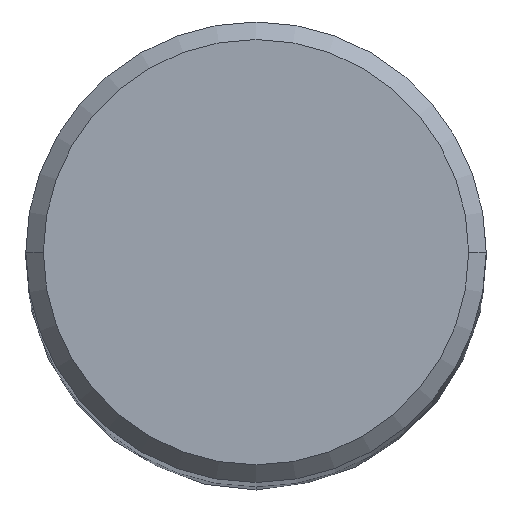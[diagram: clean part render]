
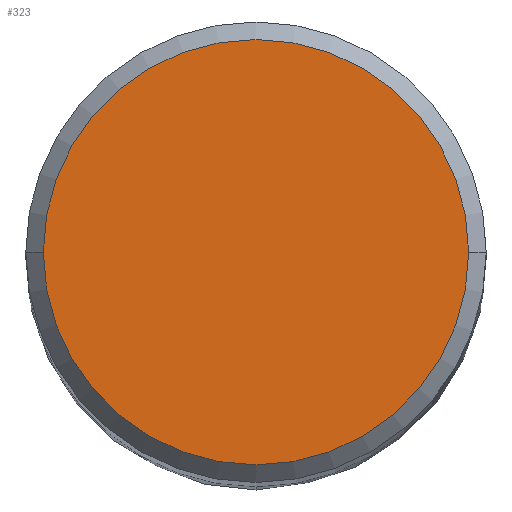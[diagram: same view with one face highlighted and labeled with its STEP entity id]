
A CAD part, top view. The second image highlights one B-rep face of the part: STEP entity #323.
In plain terms, the highlighted planar face has unit normal (0, 0, 1).
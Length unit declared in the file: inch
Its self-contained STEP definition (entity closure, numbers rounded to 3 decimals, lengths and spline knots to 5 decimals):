
#11 = CARTESIAN_POINT ( 'NONE',  ( 0.18185, 0., 3.93701 ) ) ;
#29 = CIRCLE ( 'NONE', #60, 0.18185 ) ;
#30 = CARTESIAN_POINT ( 'NONE',  ( 0., 0., 3.93701 ) ) ;
#53 = CIRCLE ( 'NONE', #78, 0.18185 ) ;
#60 = AXIS2_PLACEMENT_3D ( 'NONE', #291, #86, #215 ) ;
#62 = DIRECTION ( 'NONE',  ( 0., 0., 1. ) ) ;
#78 = AXIS2_PLACEMENT_3D ( 'NONE', #248, #189, #268 ) ;
#86 = DIRECTION ( 'NONE',  ( 0., 0., 1. ) ) ;
#87 = PLANE ( 'NONE',  #116 ) ;
#94 = EDGE_CURVE ( 'NONE', #305, #173, #29, .T. ) ;
#116 = AXIS2_PLACEMENT_3D ( 'NONE', #30, #62, #166 ) ;
#117 = EDGE_LOOP ( 'NONE', ( #211, #329 ) ) ;
#120 = FACE_OUTER_BOUND ( 'NONE', #117, .T. ) ;
#134 = EDGE_CURVE ( 'NONE', #173, #305, #53, .T. ) ;
#166 = DIRECTION ( 'NONE',  ( 1., 0., 0. ) ) ;
#173 = VERTEX_POINT ( 'NONE', #290 ) ;
#189 = DIRECTION ( 'NONE',  ( 0., 0., 1. ) ) ;
#211 = ORIENTED_EDGE ( 'NONE', *, *, #134, .T. ) ;
#215 = DIRECTION ( 'NONE',  ( 1., 0., 0. ) ) ;
#248 = CARTESIAN_POINT ( 'NONE',  ( 0., 0., 3.93701 ) ) ;
#268 = DIRECTION ( 'NONE',  ( 1., 0., 0. ) ) ;
#290 = CARTESIAN_POINT ( 'NONE',  ( -0.18185, 0., 3.93701 ) ) ;
#291 = CARTESIAN_POINT ( 'NONE',  ( 0., 0., 3.93701 ) ) ;
#305 = VERTEX_POINT ( 'NONE', #11 ) ;
#323 = ADVANCED_FACE ( 'NONE', ( #120 ), #87, .T. ) ;
#329 = ORIENTED_EDGE ( 'NONE', *, *, #94, .T. ) ;
